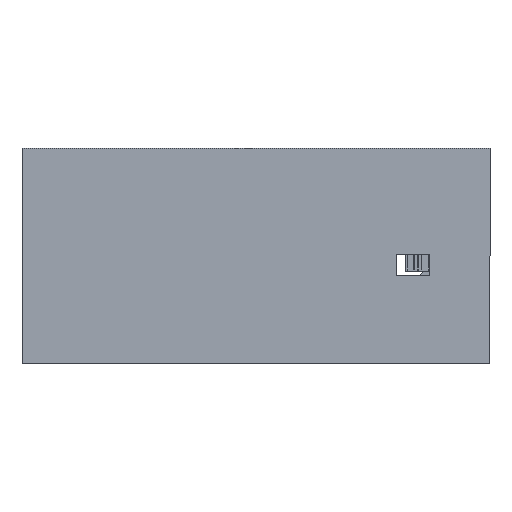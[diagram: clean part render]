
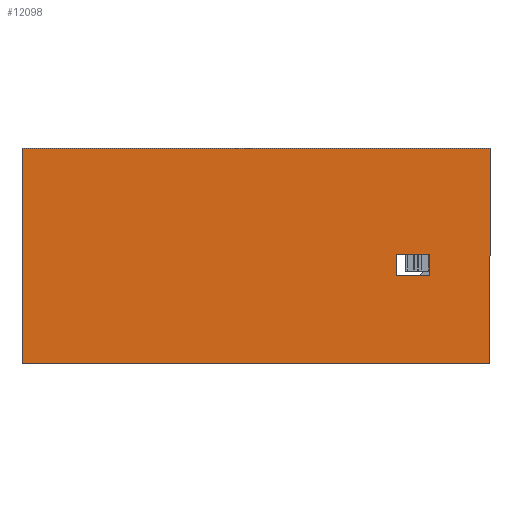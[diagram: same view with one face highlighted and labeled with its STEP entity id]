
A CAD part, front view. The second image highlights one B-rep face of the part: STEP entity #12098.
In plain terms, the highlighted planar face has unit normal (0, -1, 0).
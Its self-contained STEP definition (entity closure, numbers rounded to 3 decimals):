
#671 = EDGE_CURVE ( 'NONE', #169870, #58617, #110878, .T. ) ;
#2268 = VECTOR ( 'NONE', #208813, 1000. ) ;
#3645 = CARTESIAN_POINT ( 'NONE',  ( 2520., -2000., 1951. ) ) ;
#7106 = LINE ( 'NONE', #88882, #94823 ) ;
#12098 = ADVANCED_FACE ( 'NONE', ( #182522, #20278 ), #244208, .T. ) ;
#13127 = VERTEX_POINT ( 'NONE', #248204 ) ;
#15489 = CARTESIAN_POINT ( 'NONE',  ( -28020., -2000., -4617.5 ) ) ;
#17867 = ORIENTED_EDGE ( 'NONE', *, *, #129217, .T. ) ;
#19916 = VERTEX_POINT ( 'NONE', #15489 ) ;
#20278 = FACE_BOUND ( 'NONE', #193504, .T. ) ;
#22522 = LINE ( 'NONE', #3645, #2268 ) ;
#22840 = VERTEX_POINT ( 'NONE', #232071 ) ;
#30071 = ORIENTED_EDGE ( 'NONE', *, *, #30982, .T. ) ;
#30982 = EDGE_CURVE ( 'NONE', #58617, #19916, #7106, .T. ) ;
#31455 = ORIENTED_EDGE ( 'NONE', *, *, #160268, .T. ) ;
#34248 = CARTESIAN_POINT ( 'NONE',  ( 20., -2000., 3551. ) ) ;
#42219 = CARTESIAN_POINT ( 'NONE',  ( 20., -2000., 3551. ) ) ;
#43525 = LINE ( 'NONE', #42219, #100984 ) ;
#51405 = EDGE_CURVE ( 'NONE', #19916, #22840, #219127, .T. ) ;
#58617 = VERTEX_POINT ( 'NONE', #167025 ) ;
#60495 = DIRECTION ( 'NONE',  ( 0., -1., 0. ) ) ;
#64931 = DIRECTION ( 'NONE',  ( 1., 0., 0. ) ) ;
#67994 = ORIENTED_EDGE ( 'NONE', *, *, #248383, .T. ) ;
#80750 = DIRECTION ( 'NONE',  ( 0., 0., 1. ) ) ;
#88882 = CARTESIAN_POINT ( 'NONE',  ( -28020., -2000., 11484. ) ) ;
#89396 = DIRECTION ( 'NONE',  ( -1., 0., 0. ) ) ;
#94657 = LINE ( 'NONE', #176477, #236397 ) ;
#94823 = VECTOR ( 'NONE', #170707, 1000. ) ;
#100984 = VECTOR ( 'NONE', #64931, 1000. ) ;
#110878 = LINE ( 'NONE', #136252, #132407 ) ;
#118103 = EDGE_CURVE ( 'NONE', #13127, #222091, #125399, .T. ) ;
#125399 = LINE ( 'NONE', #160386, #176053 ) ;
#125701 = EDGE_CURVE ( 'NONE', #175000, #13127, #94657, .T. ) ;
#129217 = EDGE_CURVE ( 'NONE', #22840, #169870, #248337, .T. ) ;
#132407 = VECTOR ( 'NONE', #156422, 1000. ) ;
#133394 = ORIENTED_EDGE ( 'NONE', *, *, #125701, .T. ) ;
#135015 = ORIENTED_EDGE ( 'NONE', *, *, #51405, .T. ) ;
#135997 = CARTESIAN_POINT ( 'NONE',  ( -28020., -2000., -4617.5 ) ) ;
#136252 = CARTESIAN_POINT ( 'NONE',  ( -28020., -2000., 11484. ) ) ;
#138703 = CARTESIAN_POINT ( 'NONE',  ( 2520., -2000., 3551. ) ) ;
#151645 = AXIS2_PLACEMENT_3D ( 'NONE', #225437, #60495, #224122 ) ;
#156422 = DIRECTION ( 'NONE',  ( -1., 0., 0. ) ) ;
#157401 = EDGE_LOOP ( 'NONE', ( #30071, #135015, #17867, #193982 ) ) ;
#159992 = CARTESIAN_POINT ( 'NONE',  ( 7020., -2000., 11484. ) ) ;
#160268 = EDGE_CURVE ( 'NONE', #222091, #240336, #43525, .T. ) ;
#160386 = CARTESIAN_POINT ( 'NONE',  ( 20., -2000., 1951. ) ) ;
#167025 = CARTESIAN_POINT ( 'NONE',  ( -28020., -2000., 11484. ) ) ;
#169870 = VERTEX_POINT ( 'NONE', #159992 ) ;
#170707 = DIRECTION ( 'NONE',  ( 0., 0., -1. ) ) ;
#173411 = VECTOR ( 'NONE', #220484, 1000. ) ;
#175000 = VERTEX_POINT ( 'NONE', #223288 ) ;
#176053 = VECTOR ( 'NONE', #207215, 1000. ) ;
#176477 = CARTESIAN_POINT ( 'NONE',  ( 20., -2000., 1951. ) ) ;
#182522 = FACE_OUTER_BOUND ( 'NONE', #157401, .T. ) ;
#193504 = EDGE_LOOP ( 'NONE', ( #246825, #31455, #67994, #133394 ) ) ;
#193982 = ORIENTED_EDGE ( 'NONE', *, *, #671, .T. ) ;
#207215 = DIRECTION ( 'NONE',  ( 0., 0., 1. ) ) ;
#208813 = DIRECTION ( 'NONE',  ( 0., 0., -1. ) ) ;
#219127 = LINE ( 'NONE', #135997, #173411 ) ;
#220484 = DIRECTION ( 'NONE',  ( 1., 0., 0. ) ) ;
#222091 = VERTEX_POINT ( 'NONE', #34248 ) ;
#223288 = CARTESIAN_POINT ( 'NONE',  ( 2520., -2000., 1951. ) ) ;
#224122 = DIRECTION ( 'NONE',  ( 0., 0., -1. ) ) ;
#225437 = CARTESIAN_POINT ( 'NONE',  ( 0., -2000., 0. ) ) ;
#232071 = CARTESIAN_POINT ( 'NONE',  ( 7020., -2000., -4617.5 ) ) ;
#236152 = VECTOR ( 'NONE', #80750, 1000. ) ;
#236397 = VECTOR ( 'NONE', #89396, 1000. ) ;
#240336 = VERTEX_POINT ( 'NONE', #138703 ) ;
#244208 = PLANE ( 'NONE',  #151645 ) ;
#246825 = ORIENTED_EDGE ( 'NONE', *, *, #118103, .T. ) ;
#248204 = CARTESIAN_POINT ( 'NONE',  ( 20., -2000., 1951. ) ) ;
#248337 = LINE ( 'NONE', #264471, #236152 ) ;
#248383 = EDGE_CURVE ( 'NONE', #240336, #175000, #22522, .T. ) ;
#264471 = CARTESIAN_POINT ( 'NONE',  ( 7020., -2000., 11484. ) ) ;
